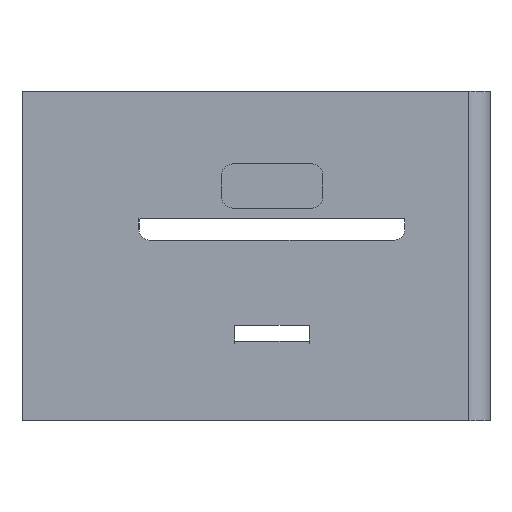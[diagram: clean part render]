
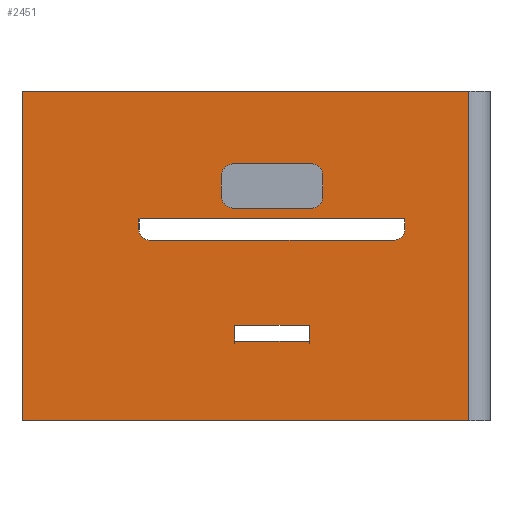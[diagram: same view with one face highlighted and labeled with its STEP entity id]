
A CAD part, left-side view. The second image highlights one B-rep face of the part: STEP entity #2451.
In plain terms, the highlighted planar face has unit normal (-1, 0, 0).
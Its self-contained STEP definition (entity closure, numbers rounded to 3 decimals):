
#1125=CARTESIAN_POINT('',(-28.,-30.,17.));
#1126=VERTEX_POINT('',#1125);
#1133=CARTESIAN_POINT('',(-28.,-72.,17.));
#1134=VERTEX_POINT('',#1133);
#1135=CARTESIAN_POINT('',(-28.,-72.,17.));
#1136=DIRECTION('',(0.,1.,0.));
#1137=VECTOR('',#1136,42.);
#1138=LINE('',#1135,#1137);
#1139=EDGE_CURVE('',#1134,#1126,#1138,.T.);
#2248=CARTESIAN_POINT('',(-28.,-50.,-5.));
#2249=VERTEX_POINT('',#2248);
#2250=CARTESIAN_POINT('',(-28.,-57.,-5.));
#2251=VERTEX_POINT('',#2250);
#2252=CARTESIAN_POINT('',(-28.,-50.,-5.));
#2253=DIRECTION('',(0.,-1.,0.));
#2254=VECTOR('',#2253,7.);
#2255=LINE('',#2252,#2254);
#2256=EDGE_CURVE('',#2249,#2251,#2255,.T.);
#2274=CARTESIAN_POINT('',(-28.,-51.95,-13.));
#2275=DIRECTION('',(1.,0.,0.));
#2276=DIRECTION('',(0.,0.,-1.));
#2277=AXIS2_PLACEMENT_3D('',#2274,#2275,#2276);
#2278=PLANE('',#2277);
#2279=CARTESIAN_POINT('',(-28.,-42.,3.));
#2280=VERTEX_POINT('',#2279);
#2281=CARTESIAN_POINT('',(-28.,-65.,3.));
#2282=VERTEX_POINT('',#2281);
#2283=CARTESIAN_POINT('',(-28.,-42.,3.));
#2284=DIRECTION('',(0.,-1.,0.));
#2285=VECTOR('',#2284,23.);
#2286=LINE('',#2283,#2285);
#2287=EDGE_CURVE('',#2280,#2282,#2286,.T.);
#2288=ORIENTED_EDGE('',*,*,#2287,.F.);
#2289=CARTESIAN_POINT('',(-28.,-41.,4.));
#2290=VERTEX_POINT('',#2289);
#2291=CARTESIAN_POINT('',(-28.,-42.,4.));
#2292=DIRECTION('',(1.,0.,0.));
#2293=DIRECTION('',(0.,0.,-1.));
#2294=AXIS2_PLACEMENT_3D('',#2291,#2292,#2293);
#2295=CIRCLE('',#2294,1.);
#2296=EDGE_CURVE('',#2280,#2290,#2295,.T.);
#2297=ORIENTED_EDGE('',*,*,#2296,.T.);
#2298=CARTESIAN_POINT('',(-28.,-41.,5.));
#2299=VERTEX_POINT('',#2298);
#2300=CARTESIAN_POINT('',(-28.,-41.,5.));
#2301=DIRECTION('',(0.,0.,-1.));
#2302=VECTOR('',#2301,1.);
#2303=LINE('',#2300,#2302);
#2304=EDGE_CURVE('',#2299,#2290,#2303,.T.);
#2305=ORIENTED_EDGE('',*,*,#2304,.F.);
#2306=CARTESIAN_POINT('',(-28.,-66.,5.));
#2307=VERTEX_POINT('',#2306);
#2308=CARTESIAN_POINT('',(-28.,-66.,5.));
#2309=DIRECTION('',(0.,1.,0.));
#2310=VECTOR('',#2309,25.);
#2311=LINE('',#2308,#2310);
#2312=EDGE_CURVE('',#2307,#2299,#2311,.T.);
#2313=ORIENTED_EDGE('',*,*,#2312,.F.);
#2314=CARTESIAN_POINT('',(-28.,-66.,4.));
#2315=VERTEX_POINT('',#2314);
#2316=CARTESIAN_POINT('',(-28.,-66.,4.));
#2317=DIRECTION('',(0.,0.,1.));
#2318=VECTOR('',#2317,1.);
#2319=LINE('',#2316,#2318);
#2320=EDGE_CURVE('',#2315,#2307,#2319,.T.);
#2321=ORIENTED_EDGE('',*,*,#2320,.F.);
#2322=CARTESIAN_POINT('',(-28.,-65.,4.));
#2323=DIRECTION('',(1.,0.,0.));
#2324=DIRECTION('',(0.,0.,-1.));
#2325=AXIS2_PLACEMENT_3D('',#2322,#2323,#2324);
#2326=CIRCLE('',#2325,1.);
#2327=EDGE_CURVE('',#2315,#2282,#2326,.T.);
#2328=ORIENTED_EDGE('',*,*,#2327,.T.);
#2329=EDGE_LOOP('',(#2288,#2297,#2305,#2313,#2321,#2328));
#2330=FACE_BOUND('',#2329,.T.);
#2331=CARTESIAN_POINT('',(-28.,-72.,-14.));
#2332=VERTEX_POINT('',#2331);
#2333=CARTESIAN_POINT('',(-28.,-30.,-14.));
#2334=VERTEX_POINT('',#2333);
#2335=CARTESIAN_POINT('',(-28.,-72.,-14.));
#2336=DIRECTION('',(0.,1.,0.));
#2337=VECTOR('',#2336,42.);
#2338=LINE('',#2335,#2337);
#2339=EDGE_CURVE('',#2332,#2334,#2338,.T.);
#2340=ORIENTED_EDGE('',*,*,#2339,.F.);
#2341=CARTESIAN_POINT('',(-28.,-72.,-14.));
#2342=DIRECTION('',(0.,0.,1.));
#2343=VECTOR('',#2342,31.);
#2344=LINE('',#2341,#2343);
#2345=EDGE_CURVE('',#2332,#1134,#2344,.T.);
#2346=ORIENTED_EDGE('',*,*,#2345,.T.);
#2347=ORIENTED_EDGE('',*,*,#1139,.T.);
#2348=CARTESIAN_POINT('',(-28.,-30.,-14.));
#2349=DIRECTION('',(0.,0.,1.));
#2350=VECTOR('',#2349,31.);
#2351=LINE('',#2348,#2350);
#2352=EDGE_CURVE('',#2334,#1126,#2351,.T.);
#2353=ORIENTED_EDGE('',*,*,#2352,.F.);
#2354=EDGE_LOOP('',(#2340,#2346,#2347,#2353));
#2355=FACE_BOUND('',#2354,.T.);
#2356=CARTESIAN_POINT('',(-28.,-57.19,6.));
#2357=VERTEX_POINT('',#2356);
#2358=CARTESIAN_POINT('',(-28.,-49.85,6.));
#2359=VERTEX_POINT('',#2358);
#2360=CARTESIAN_POINT('',(-28.,-57.19,6.));
#2361=DIRECTION('',(0.,1.,0.));
#2362=VECTOR('',#2361,7.34);
#2363=LINE('',#2360,#2362);
#2364=EDGE_CURVE('',#2357,#2359,#2363,.T.);
#2365=ORIENTED_EDGE('',*,*,#2364,.T.);
#2366=CARTESIAN_POINT('',(-28.,-48.75,7.1));
#2367=VERTEX_POINT('',#2366);
#2368=CARTESIAN_POINT('',(-28.,-49.85,7.1));
#2369=DIRECTION('',(-1.,0.,0.));
#2370=DIRECTION('',(0.,0.,1.));
#2371=AXIS2_PLACEMENT_3D('',#2368,#2369,#2370);
#2372=CIRCLE('',#2371,1.1);
#2373=EDGE_CURVE('',#2367,#2359,#2372,.T.);
#2374=ORIENTED_EDGE('',*,*,#2373,.F.);
#2375=CARTESIAN_POINT('',(-28.,-48.75,9.06));
#2376=VERTEX_POINT('',#2375);
#2377=CARTESIAN_POINT('',(-28.,-48.75,9.06));
#2378=DIRECTION('',(0.,0.,-1.));
#2379=VECTOR('',#2378,1.96);
#2380=LINE('',#2377,#2379);
#2381=EDGE_CURVE('',#2376,#2367,#2380,.T.);
#2382=ORIENTED_EDGE('',*,*,#2381,.F.);
#2383=CARTESIAN_POINT('',(-28.,-49.85,10.16));
#2384=VERTEX_POINT('',#2383);
#2385=CARTESIAN_POINT('',(-28.,-49.85,9.06));
#2386=DIRECTION('',(-1.,0.,0.));
#2387=DIRECTION('',(0.,0.,1.));
#2388=AXIS2_PLACEMENT_3D('',#2385,#2386,#2387);
#2389=CIRCLE('',#2388,1.1);
#2390=EDGE_CURVE('',#2384,#2376,#2389,.T.);
#2391=ORIENTED_EDGE('',*,*,#2390,.F.);
#2392=CARTESIAN_POINT('',(-28.,-57.19,10.16));
#2393=VERTEX_POINT('',#2392);
#2394=CARTESIAN_POINT('',(-28.,-57.19,10.16));
#2395=DIRECTION('',(0.,1.,0.));
#2396=VECTOR('',#2395,7.34);
#2397=LINE('',#2394,#2396);
#2398=EDGE_CURVE('',#2393,#2384,#2397,.T.);
#2399=ORIENTED_EDGE('',*,*,#2398,.F.);
#2400=CARTESIAN_POINT('',(-28.,-58.29,9.06));
#2401=VERTEX_POINT('',#2400);
#2402=CARTESIAN_POINT('',(-28.,-57.19,9.06));
#2403=DIRECTION('',(-1.,0.,0.));
#2404=DIRECTION('',(0.,0.,1.));
#2405=AXIS2_PLACEMENT_3D('',#2402,#2403,#2404);
#2406=CIRCLE('',#2405,1.1);
#2407=EDGE_CURVE('',#2401,#2393,#2406,.T.);
#2408=ORIENTED_EDGE('',*,*,#2407,.F.);
#2409=CARTESIAN_POINT('',(-28.,-58.29,7.1));
#2410=VERTEX_POINT('',#2409);
#2411=CARTESIAN_POINT('',(-28.,-58.29,9.06));
#2412=DIRECTION('',(0.,0.,-1.));
#2413=VECTOR('',#2412,1.96);
#2414=LINE('',#2411,#2413);
#2415=EDGE_CURVE('',#2401,#2410,#2414,.T.);
#2416=ORIENTED_EDGE('',*,*,#2415,.T.);
#2417=CARTESIAN_POINT('',(-28.,-57.19,7.1));
#2418=DIRECTION('',(-1.,0.,0.));
#2419=DIRECTION('',(0.,0.,1.));
#2420=AXIS2_PLACEMENT_3D('',#2417,#2418,#2419);
#2421=CIRCLE('',#2420,1.1);
#2422=EDGE_CURVE('',#2357,#2410,#2421,.T.);
#2423=ORIENTED_EDGE('',*,*,#2422,.F.);
#2424=EDGE_LOOP('',(#2365,#2374,#2382,#2391,#2399,#2408,#2416,#2423));
#2425=FACE_BOUND('',#2424,.T.);
#2426=CARTESIAN_POINT('',(-28.,-50.,-6.5));
#2427=VERTEX_POINT('',#2426);
#2428=CARTESIAN_POINT('',(-28.,-50.,-5.));
#2429=DIRECTION('',(0.,0.,-1.));
#2430=VECTOR('',#2429,1.5);
#2431=LINE('',#2428,#2430);
#2432=EDGE_CURVE('',#2249,#2427,#2431,.T.);
#2433=ORIENTED_EDGE('',*,*,#2432,.F.);
#2434=ORIENTED_EDGE('',*,*,#2256,.T.);
#2435=CARTESIAN_POINT('',(-28.,-57.,-6.5));
#2436=VERTEX_POINT('',#2435);
#2437=CARTESIAN_POINT('',(-28.,-57.,-5.));
#2438=DIRECTION('',(0.,0.,-1.));
#2439=VECTOR('',#2438,1.5);
#2440=LINE('',#2437,#2439);
#2441=EDGE_CURVE('',#2251,#2436,#2440,.T.);
#2442=ORIENTED_EDGE('',*,*,#2441,.T.);
#2443=CARTESIAN_POINT('',(-28.,-50.,-6.5));
#2444=DIRECTION('',(-0.,-1.,-0.));
#2445=VECTOR('',#2444,7.);
#2446=LINE('',#2443,#2445);
#2447=EDGE_CURVE('',#2427,#2436,#2446,.T.);
#2448=ORIENTED_EDGE('',*,*,#2447,.F.);
#2449=EDGE_LOOP('',(#2433,#2434,#2442,#2448));
#2450=FACE_BOUND('',#2449,.T.);
#2451=ADVANCED_FACE('',(#2330,#2355,#2425,#2450),#2278,.F.);
